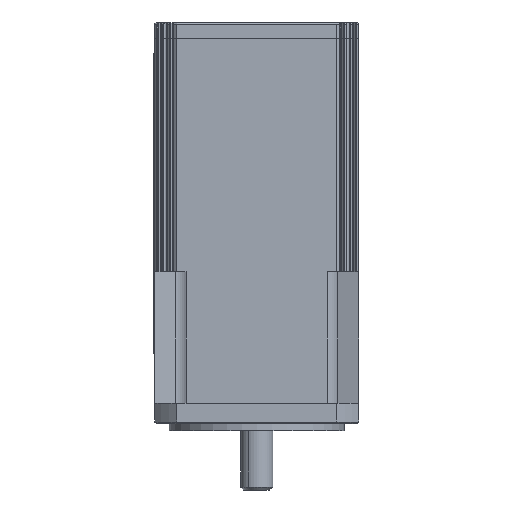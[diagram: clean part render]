
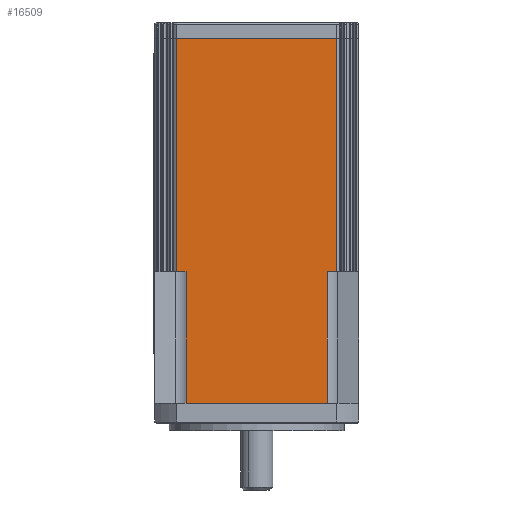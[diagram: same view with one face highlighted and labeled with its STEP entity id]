
A CAD part, front view. The second image highlights one B-rep face of the part: STEP entity #16509.
In plain terms, the highlighted planar face has unit normal (0, -1, 0).
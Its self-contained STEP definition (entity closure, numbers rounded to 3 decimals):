
#13801=CARTESIAN_POINT('',(27.482,-35.,45.0));
#13802=VERTEX_POINT('',#13801);
#13820=CARTESIAN_POINT('',(27.482,-35.,125.0));
#13821=VERTEX_POINT('',#13820);
#13829=CARTESIAN_POINT('',(27.482,-35.,45.0));
#13830=DIRECTION('',(0.0,0.0,1.0));
#13831=VECTOR('',#13830,80.0);
#13832=LINE('',#13829,#13831);
#13833=EDGE_CURVE('',#13802,#13821,#13832,.T.);
#16447=CARTESIAN_POINT('',(27.482,-35.,0.0));
#16448=DIRECTION('',(0.0,-1.0,0.0));
#16449=DIRECTION('',(0.0,0.0,-1.0));
#16450=AXIS2_PLACEMENT_3D('',#16447,#16448,#16449);
#16451=PLANE('',#16450);
#16452=CARTESIAN_POINT('',(24.249,-35.,0.0));
#16453=VERTEX_POINT('',#16452);
#16454=CARTESIAN_POINT('',(24.249,-35.,45.0));
#16455=VERTEX_POINT('',#16454);
#16456=CARTESIAN_POINT('',(24.249,-35.,0.0));
#16457=DIRECTION('',(0.0,0.0,1.0));
#16458=VECTOR('',#16457,45.0);
#16459=LINE('',#16456,#16458);
#16460=EDGE_CURVE('',#16453,#16455,#16459,.T.);
#16461=ORIENTED_EDGE('',*,*,#16460,.T.);
#16462=CARTESIAN_POINT('',(24.249,-35.,45.0));
#16463=DIRECTION('',(1.0,0.0,0.0));
#16464=VECTOR('',#16463,3.233);
#16465=LINE('',#16462,#16464);
#16466=EDGE_CURVE('',#16455,#13802,#16465,.T.);
#16467=ORIENTED_EDGE('',*,*,#16466,.T.);
#16468=ORIENTED_EDGE('',*,*,#13833,.T.);
#16469=CARTESIAN_POINT('',(-27.482,-35.,125.0));
#16470=VERTEX_POINT('',#16469);
#16471=CARTESIAN_POINT('',(27.482,-35.,125.0));
#16472=DIRECTION('',(-1.0,0.0,0.0));
#16473=VECTOR('',#16472,54.964);
#16474=LINE('',#16471,#16473);
#16475=EDGE_CURVE('',#13821,#16470,#16474,.T.);
#16476=ORIENTED_EDGE('',*,*,#16475,.T.);
#16477=CARTESIAN_POINT('',(-27.482,-35.,45.0));
#16478=VERTEX_POINT('',#16477);
#16479=CARTESIAN_POINT('',(-27.482,-35.,45.0));
#16480=DIRECTION('',(0.0,0.0,1.0));
#16481=VECTOR('',#16480,80.0);
#16482=LINE('',#16479,#16481);
#16483=EDGE_CURVE('',#16478,#16470,#16482,.T.);
#16484=ORIENTED_EDGE('',*,*,#16483,.F.);
#16485=CARTESIAN_POINT('',(-24.249,-35.,45.0));
#16486=VERTEX_POINT('',#16485);
#16487=CARTESIAN_POINT('',(-27.482,-35.,45.0));
#16488=DIRECTION('',(1.0,0.0,0.0));
#16489=VECTOR('',#16488,3.233);
#16490=LINE('',#16487,#16489);
#16491=EDGE_CURVE('',#16478,#16486,#16490,.T.);
#16492=ORIENTED_EDGE('',*,*,#16491,.T.);
#16493=CARTESIAN_POINT('',(-24.249,-35.,0.0));
#16494=VERTEX_POINT('',#16493);
#16495=CARTESIAN_POINT('',(-24.249,-35.,45.0));
#16496=DIRECTION('',(0.0,0.0,-1.0));
#16497=VECTOR('',#16496,45.0);
#16498=LINE('',#16495,#16497);
#16499=EDGE_CURVE('',#16486,#16494,#16498,.T.);
#16500=ORIENTED_EDGE('',*,*,#16499,.T.);
#16501=CARTESIAN_POINT('',(-24.249,-35.,0.0));
#16502=DIRECTION('',(1.0,0.0,0.0));
#16503=VECTOR('',#16502,48.498);
#16504=LINE('',#16501,#16503);
#16505=EDGE_CURVE('',#16494,#16453,#16504,.T.);
#16506=ORIENTED_EDGE('',*,*,#16505,.T.);
#16507=EDGE_LOOP('',(#16461,#16467,#16468,#16476,#16484,#16492,#16500,#16506));
#16508=FACE_OUTER_BOUND('',#16507,.T.);
#16509=ADVANCED_FACE('',(#16508),#16451,.T.);
